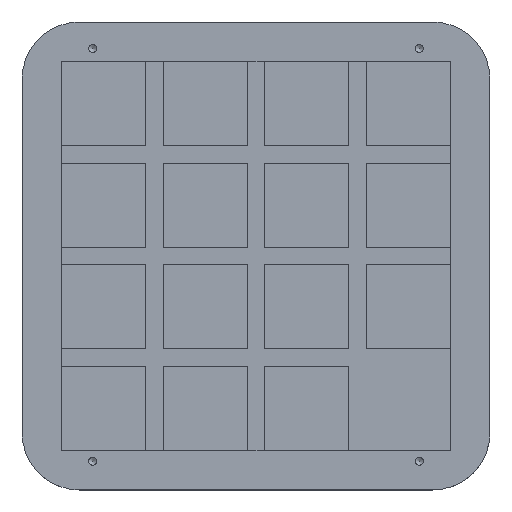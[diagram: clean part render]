
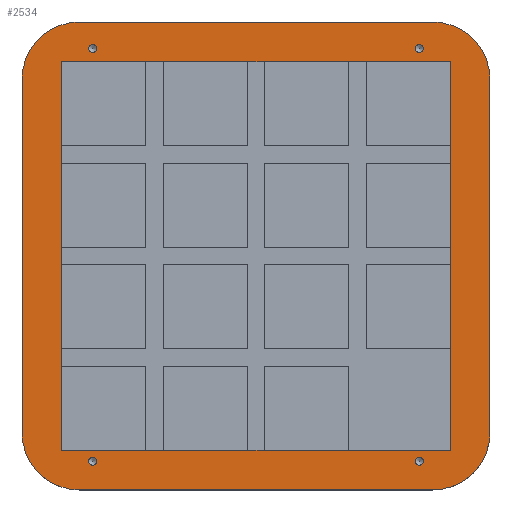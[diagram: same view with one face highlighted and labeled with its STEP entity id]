
A CAD part, top view. The second image highlights one B-rep face of the part: STEP entity #2534.
In plain terms, the highlighted planar face has unit normal (0, 0, 1).
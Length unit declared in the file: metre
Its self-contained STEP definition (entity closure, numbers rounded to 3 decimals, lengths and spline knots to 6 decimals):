
#296=LINE('',#4120,#562);
#300=LINE('',#4128,#566);
#303=LINE('',#4134,#569);
#305=LINE('',#4137,#571);
#306=LINE('',#4147,#572);
#307=LINE('',#4152,#573);
#308=LINE('',#4156,#574);
#309=LINE('',#4160,#575);
#562=VECTOR('',#3400,1.);
#566=VECTOR('',#3406,1.);
#569=VECTOR('',#3411,1.);
#571=VECTOR('',#3415,1.);
#572=VECTOR('',#3426,1.);
#573=VECTOR('',#3429,1.);
#574=VECTOR('',#3432,1.);
#575=VECTOR('',#3435,1.);
#1180=ORIENTED_EDGE('',*,*,#1552,.T.);
#1181=ORIENTED_EDGE('',*,*,#1553,.T.);
#1182=ORIENTED_EDGE('',*,*,#1554,.T.);
#1183=ORIENTED_EDGE('',*,*,#1555,.T.);
#1184=ORIENTED_EDGE('',*,*,#1542,.T.);
#1185=ORIENTED_EDGE('',*,*,#1546,.T.);
#1186=ORIENTED_EDGE('',*,*,#1549,.T.);
#1187=ORIENTED_EDGE('',*,*,#1551,.T.);
#1188=ORIENTED_EDGE('',*,*,#1556,.F.);
#1189=ORIENTED_EDGE('',*,*,#1557,.F.);
#1190=ORIENTED_EDGE('',*,*,#1558,.T.);
#1191=ORIENTED_EDGE('',*,*,#1559,.T.);
#1192=ORIENTED_EDGE('',*,*,#1560,.T.);
#1193=ORIENTED_EDGE('',*,*,#1561,.T.);
#1194=ORIENTED_EDGE('',*,*,#1562,.T.);
#1195=ORIENTED_EDGE('',*,*,#1563,.F.);
#1542=EDGE_CURVE('',#1791,#1790,#296,.T.);
#1546=EDGE_CURVE('',#1790,#1793,#300,.T.);
#1549=EDGE_CURVE('',#1793,#1795,#303,.T.);
#1551=EDGE_CURVE('',#1795,#1791,#305,.T.);
#1552=EDGE_CURVE('',#1796,#1796,#1870,.T.);
#1553=EDGE_CURVE('',#1797,#1797,#1871,.T.);
#1554=EDGE_CURVE('',#1798,#1798,#1872,.T.);
#1555=EDGE_CURVE('',#1799,#1799,#1873,.T.);
#1556=EDGE_CURVE('',#1800,#1801,#306,.F.);
#1557=EDGE_CURVE('',#1802,#1800,#1874,.T.);
#1558=EDGE_CURVE('',#1802,#1803,#307,.F.);
#1559=EDGE_CURVE('',#1803,#1804,#1875,.F.);
#1560=EDGE_CURVE('',#1804,#1805,#308,.F.);
#1561=EDGE_CURVE('',#1805,#1806,#1876,.F.);
#1562=EDGE_CURVE('',#1806,#1807,#309,.T.);
#1563=EDGE_CURVE('',#1801,#1807,#1877,.T.);
#1790=VERTEX_POINT('',#4119);
#1791=VERTEX_POINT('',#4121);
#1793=VERTEX_POINT('',#4127);
#1795=VERTEX_POINT('',#4133);
#1796=VERTEX_POINT('',#4140);
#1797=VERTEX_POINT('',#4142);
#1798=VERTEX_POINT('',#4144);
#1799=VERTEX_POINT('',#4146);
#1800=VERTEX_POINT('',#4148);
#1801=VERTEX_POINT('',#4149);
#1802=VERTEX_POINT('',#4151);
#1803=VERTEX_POINT('',#4153);
#1804=VERTEX_POINT('',#4155);
#1805=VERTEX_POINT('',#4157);
#1806=VERTEX_POINT('',#4159);
#1807=VERTEX_POINT('',#4161);
#1870=CIRCLE('',#2769,0.0009);
#1871=CIRCLE('',#2770,0.0009);
#1872=CIRCLE('',#2771,0.0009);
#1873=CIRCLE('',#2772,0.0009);
#1874=CIRCLE('',#2773,0.013);
#1875=CIRCLE('',#2774,0.013);
#1876=CIRCLE('',#2775,0.013);
#1877=CIRCLE('',#2776,0.013);
#2060=EDGE_LOOP('',(#1180));
#2061=EDGE_LOOP('',(#1181));
#2062=EDGE_LOOP('',(#1182));
#2063=EDGE_LOOP('',(#1183));
#2064=EDGE_LOOP('',(#1184,#1185,#1186,#1187));
#2065=EDGE_LOOP('',(#1188,#1189,#1190,#1191,#1192,#1193,#1194,#1195));
#2266=FACE_BOUND('',#2060,.T.);
#2267=FACE_BOUND('',#2061,.T.);
#2268=FACE_BOUND('',#2062,.T.);
#2269=FACE_BOUND('',#2063,.T.);
#2270=FACE_BOUND('',#2064,.T.);
#2271=FACE_BOUND('',#2065,.T.);
#2397=PLANE('',#2768);
#2534=ADVANCED_FACE('',(#2266,#2267,#2268,#2269,#2270,#2271),#2397,.T.);
#2768=AXIS2_PLACEMENT_3D('',#4138,#3416,#3417);
#2769=AXIS2_PLACEMENT_3D('',#4139,#3418,#3419);
#2770=AXIS2_PLACEMENT_3D('',#4141,#3420,#3421);
#2771=AXIS2_PLACEMENT_3D('',#4143,#3422,#3423);
#2772=AXIS2_PLACEMENT_3D('',#4145,#3424,#3425);
#2773=AXIS2_PLACEMENT_3D('',#4150,#3427,#3428);
#2774=AXIS2_PLACEMENT_3D('',#4154,#3430,#3431);
#2775=AXIS2_PLACEMENT_3D('',#4158,#3433,#3434);
#2776=AXIS2_PLACEMENT_3D('',#4162,#3436,#3437);
#3400=DIRECTION('',(1.,0.,0.));
#3406=DIRECTION('',(0.,-1.,0.));
#3411=DIRECTION('',(-1.,0.,0.));
#3415=DIRECTION('',(0.,1.,0.));
#3416=DIRECTION('',(0.,0.,1.));
#3417=DIRECTION('',(1.,0.,0.));
#3418=DIRECTION('',(0.,0.,-1.));
#3419=DIRECTION('',(-1.,0.,0.));
#3420=DIRECTION('',(0.,0.,-1.));
#3421=DIRECTION('',(-1.,0.,0.));
#3422=DIRECTION('',(0.,0.,-1.));
#3423=DIRECTION('',(-1.,0.,0.));
#3424=DIRECTION('',(0.,0.,-1.));
#3425=DIRECTION('',(-1.,0.,0.));
#3426=DIRECTION('',(0.,1.,0.));
#3427=DIRECTION('',(0.,0.,-1.));
#3428=DIRECTION('',(-1.,0.,0.));
#3429=DIRECTION('',(1.,0.,0.));
#3430=DIRECTION('',(0.,0.,-1.));
#3431=DIRECTION('',(-1.,0.,0.));
#3432=DIRECTION('',(0.,1.,0.));
#3433=DIRECTION('',(0.,0.,-1.));
#3434=DIRECTION('',(-1.,0.,0.));
#3435=DIRECTION('',(1.,0.,0.));
#3436=DIRECTION('',(0.,0.,-1.));
#3437=DIRECTION('',(-1.,0.,0.));
#4119=CARTESIAN_POINT('',(0.042817,0.044025,0.008));
#4120=CARTESIAN_POINT('',(-0.001208,0.044025,0.008));
#4121=CARTESIAN_POINT('',(-0.045233,0.044025,0.008));
#4127=CARTESIAN_POINT('',(0.042817,-0.044025,0.008));
#4128=CARTESIAN_POINT('',(0.042817,0.,0.008));
#4133=CARTESIAN_POINT('',(-0.045233,-0.044025,0.008));
#4134=CARTESIAN_POINT('',(-0.001208,-0.044025,0.008));
#4137=CARTESIAN_POINT('',(-0.045233,0.,0.008));
#4138=CARTESIAN_POINT('',(-0.001208,0.,0.008));
#4139=CARTESIAN_POINT('',(0.035792,0.047,0.008));
#4140=CARTESIAN_POINT('',(0.034892,0.047,0.008));
#4141=CARTESIAN_POINT('',(-0.038208,0.047,0.008));
#4142=CARTESIAN_POINT('',(-0.039108,0.047,0.008));
#4143=CARTESIAN_POINT('',(-0.038208,-0.0465,0.008));
#4144=CARTESIAN_POINT('',(-0.039108,-0.0465,0.008));
#4145=CARTESIAN_POINT('',(0.035792,-0.0465,0.008));
#4146=CARTESIAN_POINT('',(0.034892,-0.0465,0.008));
#4147=CARTESIAN_POINT('',(0.051792,0.,0.008));
#4148=CARTESIAN_POINT('',(0.051792,0.04,0.008));
#4149=CARTESIAN_POINT('',(0.051792,-0.04,0.008));
#4150=CARTESIAN_POINT('',(0.038792,0.04,0.008));
#4151=CARTESIAN_POINT('',(0.038792,0.053,0.008));
#4152=CARTESIAN_POINT('',(-0.001208,0.053,0.008));
#4153=CARTESIAN_POINT('',(-0.041208,0.053,0.008));
#4154=CARTESIAN_POINT('',(-0.041208,0.04,0.008));
#4155=CARTESIAN_POINT('',(-0.054208,0.04,0.008));
#4156=CARTESIAN_POINT('',(-0.054208,0.,0.008));
#4157=CARTESIAN_POINT('',(-0.054208,-0.04,0.008));
#4158=CARTESIAN_POINT('',(-0.041208,-0.04,0.008));
#4159=CARTESIAN_POINT('',(-0.041208,-0.053,0.008));
#4160=CARTESIAN_POINT('',(-0.001208,-0.053,0.008));
#4161=CARTESIAN_POINT('',(0.038792,-0.053,0.008));
#4162=CARTESIAN_POINT('',(0.038792,-0.04,0.008));
